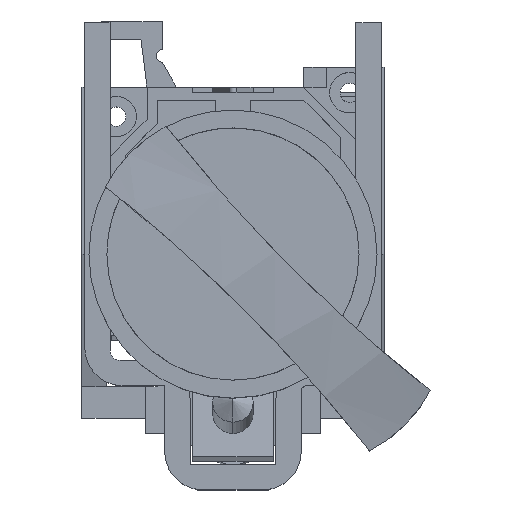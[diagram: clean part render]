
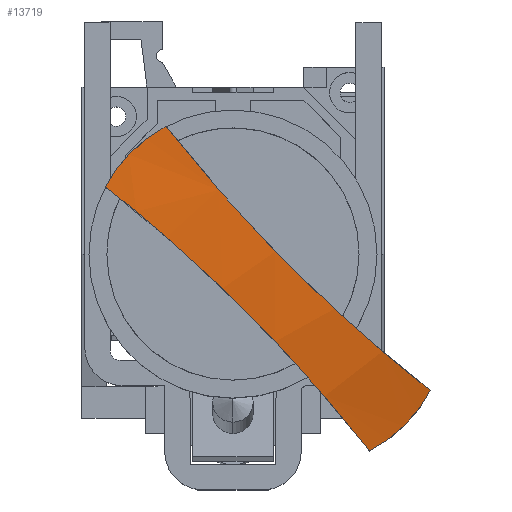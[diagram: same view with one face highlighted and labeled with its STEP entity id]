
A CAD part, top view. The second image highlights one B-rep face of the part: STEP entity #13719.
In plain terms, the highlighted cylindrical face has radius 50.073 mm (diameter 100.146 mm), a partial arc.
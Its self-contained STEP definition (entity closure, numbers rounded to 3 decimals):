
#5043=CARTESIAN_POINT('',(28.446,-3.289,64.39));
#5044=CARTESIAN_POINT('',(27.436,-1.999,65.247));
#5045=CARTESIAN_POINT('',(25.339,0.597,66.767));
#5046=CARTESIAN_POINT('',(21.93,4.537,68.493));
#5047=CARTESIAN_POINT('',(18.313,8.435,69.632));
#5048=CARTESIAN_POINT('',(14.556,12.212,70.192));
#5049=CARTESIAN_POINT('',(10.555,15.959,70.172));
#5050=CARTESIAN_POINT('',(6.507,19.485,69.567));
#5051=CARTESIAN_POINT('',(3.74,21.732,68.776));
#5052=CARTESIAN_POINT('',(2.344,22.825,68.279));
#5058=CARTESIAN_POINT('',(28.446,-3.289,64.39));
#5059=CARTESIAN_POINT('',(29.097,-2.957,64.271));
#5060=CARTESIAN_POINT('',(30.336,-2.195,64.09));
#5061=CARTESIAN_POINT('',(31.96,-0.808,
63.998));
#5062=CARTESIAN_POINT('',(33.354,0.808,64.084));
#5063=CARTESIAN_POINT('',(34.122,2.042,64.262));
#5064=CARTESIAN_POINT('',(34.457,2.69,64.379));
#5070=CARTESIAN_POINT('',(8.337,28.812,68.28));
#5071=CARTESIAN_POINT('',(9.429,27.414,68.777));
#5072=CARTESIAN_POINT('',(11.675,24.643,69.568));
#5073=CARTESIAN_POINT('',(15.201,20.59,70.172));
#5074=CARTESIAN_POINT('',(18.948,16.585,70.191));
#5075=CARTESIAN_POINT('',(22.725,12.827,69.63));
#5076=CARTESIAN_POINT('',(26.625,9.208,68.489));
#5077=CARTESIAN_POINT('',(30.568,5.798,66.76));
#5078=CARTESIAN_POINT('',(33.166,3.7,65.237));
#5079=CARTESIAN_POINT('',(34.457,2.69,64.379));
#5085=CARTESIAN_POINT('',(8.337,28.812,68.28));
#5086=CARTESIAN_POINT('',(7.698,28.477,68.22));
#5087=CARTESIAN_POINT('',(6.475,27.711,68.126));
#5088=CARTESIAN_POINT('',(4.847,26.312,68.078));
#5089=CARTESIAN_POINT('',(3.446,24.685,68.125));
#5090=CARTESIAN_POINT('',(2.68,23.463,68.219));
#5091=CARTESIAN_POINT('',(2.344,22.825,68.279));
#5618=VERTEX_POINT('',#5058);
#5619=VERTEX_POINT('',#5064);
#5620=VERTEX_POINT('',#5070);
#5621=VERTEX_POINT('',#5091);
#13705=CARTESIAN_POINT('',(17.943,19.205,20.086));
#13706=DIRECTION('',(-0.707,-0.707,0.));
#13707=DIRECTION('',(0.,0.,-1.));
#13708=AXIS2_PLACEMENT_3D('',#13705,#13706,#13707);
#13709=CYLINDRICAL_SURFACE('',#13708,50.073);
#13711=ORIENTED_EDGE('',*,*,#13710,.F.);
#13712=ORIENTED_EDGE('',*,*,#13692,.T.);
#13714=ORIENTED_EDGE('',*,*,#13713,.F.);
#13716=ORIENTED_EDGE('',*,*,#13715,.T.);
#13717=EDGE_LOOP('',(#13711,#13712,#13714,#13716));
#13718=FACE_OUTER_BOUND('',#13717,.F.);
#5053=B_SPLINE_CURVE_WITH_KNOTS('',3,(#5043,#5044,#5045,#5046,#5047,#5048,#5049,
#5050,#5051,#5052),.UNSPECIFIED.,.F.,.F.,(4,1,1,1,1,1,1,4),(0.,
0.143,0.286,0.429,0.571,
0.714,0.857,1.),.UNSPECIFIED.);
#5065=B_SPLINE_CURVE_WITH_KNOTS('',3,(#5058,#5059,#5060,#5061,#5062,#5063,
#5064),.UNSPECIFIED.,.F.,.F.,(4,1,1,1,4),(0.,0.25,0.5,0.75,1.),
.UNSPECIFIED.);
#5080=B_SPLINE_CURVE_WITH_KNOTS('',3,(#5070,#5071,#5072,#5073,#5074,#5075,#5076,
#5077,#5078,#5079),.UNSPECIFIED.,.F.,.F.,(4,1,1,1,1,1,1,4),(0.,
0.143,0.286,0.429,0.571,
0.714,0.857,1.),.UNSPECIFIED.);
#5092=B_SPLINE_CURVE_WITH_KNOTS('',3,(#5085,#5086,#5087,#5088,#5089,#5090,
#5091),.UNSPECIFIED.,.F.,.F.,(4,1,1,1,4),(0.,0.25,0.5,0.75,1.),
.UNSPECIFIED.);
#13692=EDGE_CURVE('',#5618,#5621,#5053,.T.);
#13710=EDGE_CURVE('',#5618,#5619,#5065,.T.);
#13713=EDGE_CURVE('',#5620,#5621,#5092,.T.);
#13715=EDGE_CURVE('',#5620,#5619,#5080,.T.);
#13719=ADVANCED_FACE('',(#13718),#13709,.T.);
